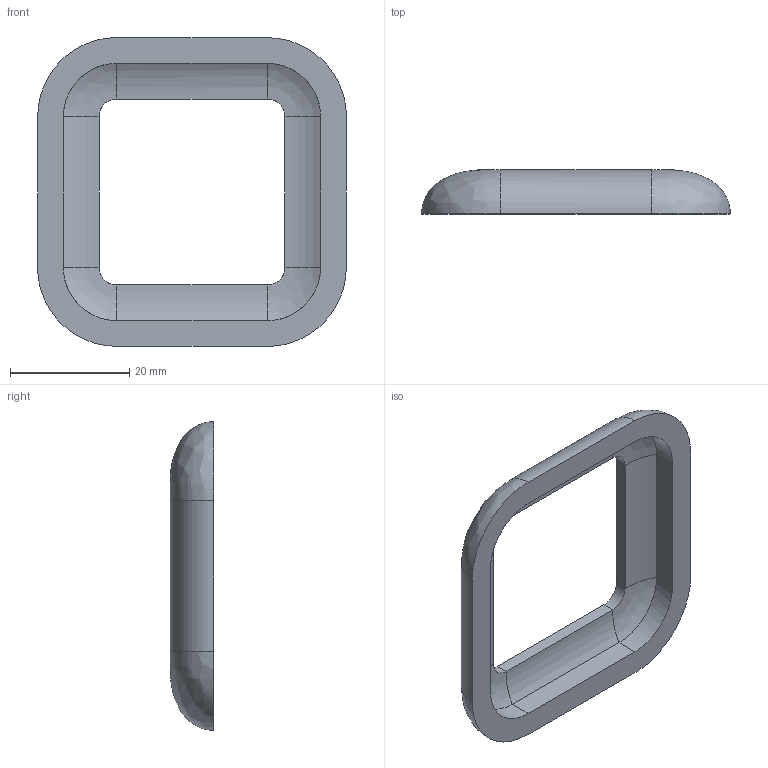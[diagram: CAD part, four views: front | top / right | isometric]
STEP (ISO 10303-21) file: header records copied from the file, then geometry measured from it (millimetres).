
FILE_DESCRIPTION(/* description */ (''),/* implementation_level */ '2;1');
FILE_NAME(/* name */ 'Case Top.stp',/* time_stamp */ '2016-02-04T20:36:58-08:00',/* author */ ('Sam Clay'),/* organization */ (''),/* preprocessor_version */ 'ST-DEVELOPER v16.1',/* originating_system */ 'Autodesk Inventor 2016',/* authorisation */ '');
FILE_SCHEMA (('AUTOMOTIVE_DESIGN { 1 0 10303 214 3 1 1 }'));
Length unit declared in the file: inch
Products named in the file (1): Case Top
Bounding box: 51.88 x 7.37 x 51.88 mm (x, y, z)
Volume: 5029.1 mm3; surface area: 4710.4 mm2
Topology: 1 solids, 1 shells, 33 faces, 72 edges, 40 vertices
Faces by surface type: bspline 20, plane 9, cylinder 4
Entity records: 2471 total; most frequent: CARTESIAN_POINT 1882, ORIENTED_EDGE 144, EDGE_CURVE 72, B_SPLINE_CURVE_WITH_KNOTS 52, DIRECTION 48, VERTEX_POINT 40, EDGE_LOOP 34, FACE_OUTER_BOUND 33
